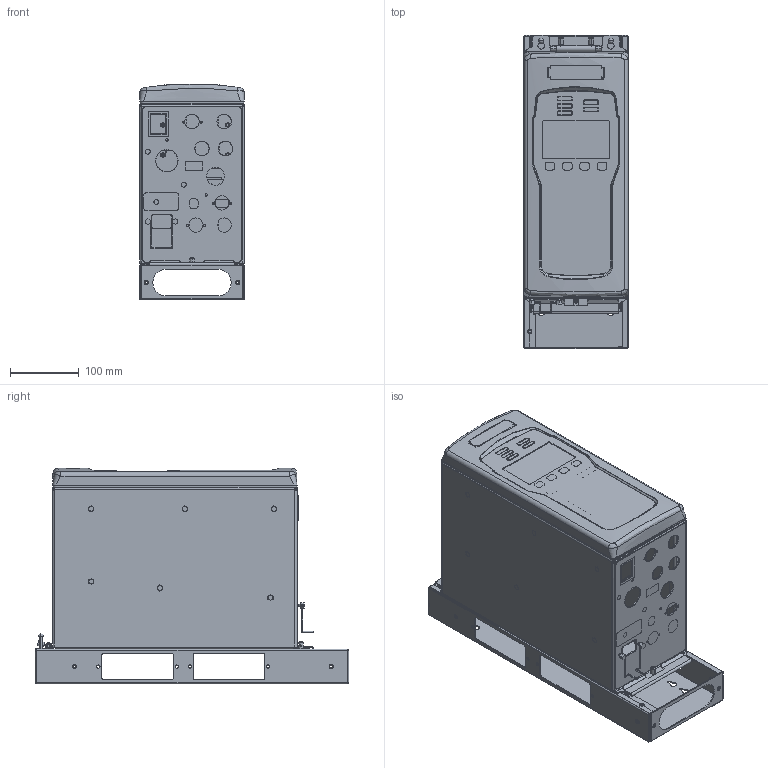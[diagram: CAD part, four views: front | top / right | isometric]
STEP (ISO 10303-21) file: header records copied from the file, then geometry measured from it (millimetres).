
FILE_DESCRIPTION((''),'2;1');
FILE_NAME('QB3101-XXV_PLINTH','2021-05-14T14:52:31',('CEG0317'),(''),'CREO PARAMETRIC BY PTC INC, 2017380','CREO PARAMETRIC BY PTC INC, 2017380','');
FILE_SCHEMA(('CONFIG_CONTROL_DESIGN'));
Products named in the file (1): QB3101-XXV_PLINTH
Bounding box: 154 x 457.2 x 315.11 mm (x, y, z)
Surface area: 1344954.4 mm2 (no closed solid volume)
Topology: 0 solids, 411 shells, 1721 faces, 7765 edges, 6309 vertices
Faces by surface type: plane 851, cylinder 491, cone 244, bspline 63, sphere 40, torus 31, extrusion 1
Entity records: 88468 total; most frequent: CARTESIAN_POINT 27175, DIRECTION 12655, ORIENTED_EDGE 10272, EDGE_CURVE 7757, VERTEX_POINT 6309, AXIS2_PLACEMENT_3D 4244, VECTOR 4167, LINE 4166
